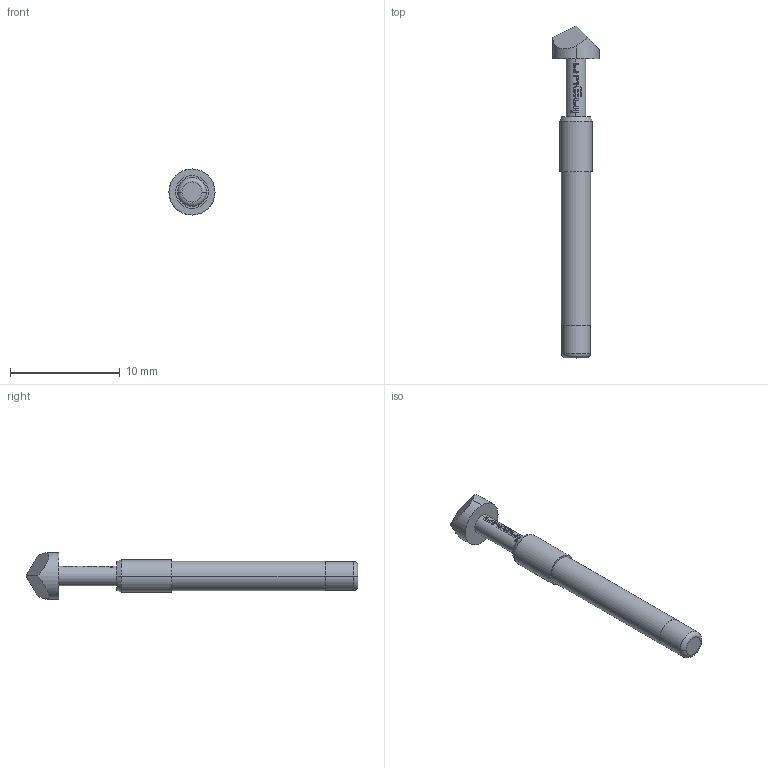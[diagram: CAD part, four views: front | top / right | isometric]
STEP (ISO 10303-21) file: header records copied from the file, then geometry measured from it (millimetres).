
FILE_DESCRIPTION (( 'STEP AP203' ), '1' );
FILE_NAME ('INGUN_GKS-113_307_420_R_xx05.STEP', '2020-09-08T14:07:56', ( '' ), ( '' ), 'SwSTEP 2.0', 'SolidWorks 2018', '' );
FILE_SCHEMA (( 'CONFIG_CONTROL_DESIGN' ));
Length unit declared in the file: millimetre
Products named in the file (1): INGUN_GKS-113_307_420_R_xx05
Bounding box: 4.2 x 30.3 x 4.2 mm (x, y, z)
Volume: 167.3 mm3; surface area: 274.8 mm2
Topology: 1 solids, 1 shells, 103 faces, 284 edges, 188 vertices
Faces by surface type: bspline 53, cylinder 29, plane 17, cone 2, torus 2
Entity records: 4541 total; most frequent: CARTESIAN_POINT 2428, ORIENTED_EDGE 568, EDGE_CURVE 284, B_SPLINE_CURVE_WITH_KNOTS 222, VERTEX_POINT 188, DIRECTION 183, EDGE_LOOP 108, FACE_OUTER_BOUND 103
